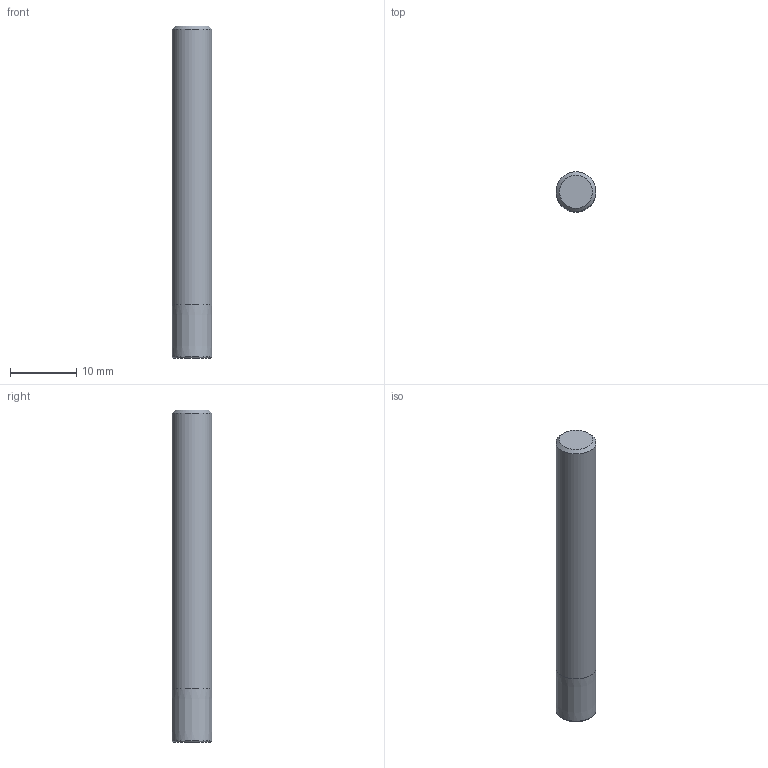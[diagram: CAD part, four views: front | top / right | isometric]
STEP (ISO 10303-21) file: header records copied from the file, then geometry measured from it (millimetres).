
FILE_DESCRIPTION(/* description */ (''),/* implementation_level */ '2;1');
FILE_NAME(/* name */ 'JS754060D1R020.0Z4-HXT_Basic.stp',/* time_stamp */ '2022-11-03T09:06:07+06:00',/* author */ (''),/* organization */ (''),/* preprocessor_version */ 'ST-DEVELOPER v16.7',/* originating_system */ 'SIEMENS PLM Software NX 12.0',/* authorisation */ '');
FILE_SCHEMA (('AUTOMOTIVE_DESIGN { 1 0 10303 214 3 1 1 1 }'));
Length unit declared in the file: millimetre
Products named in the file (1): inpu35A8C4B5p9ae
Bounding box: 6 x 6 x 50 mm (x, y, z)
Volume: 1409.6 mm3; surface area: 1048.1 mm2
Topology: 2 solids, 2 shells, 8 faces, 13 edges, 12 vertices
Faces by surface type: cone 3, plane 3, cylinder 1, torus 1
Full cylindrical faces by diameter (mm): 6 x1
Entity records: 259 total; most frequent: CARTESIAN_POINT 45, DIRECTION 36, AXIS2_PLACEMENT_3D 18, EDGE_LOOP 12, ORIENTED_EDGE 12, FACE_BOUND 10, STYLED_ITEM 10, PRESENTATION_STYLE_ASSIGNMENT 10
